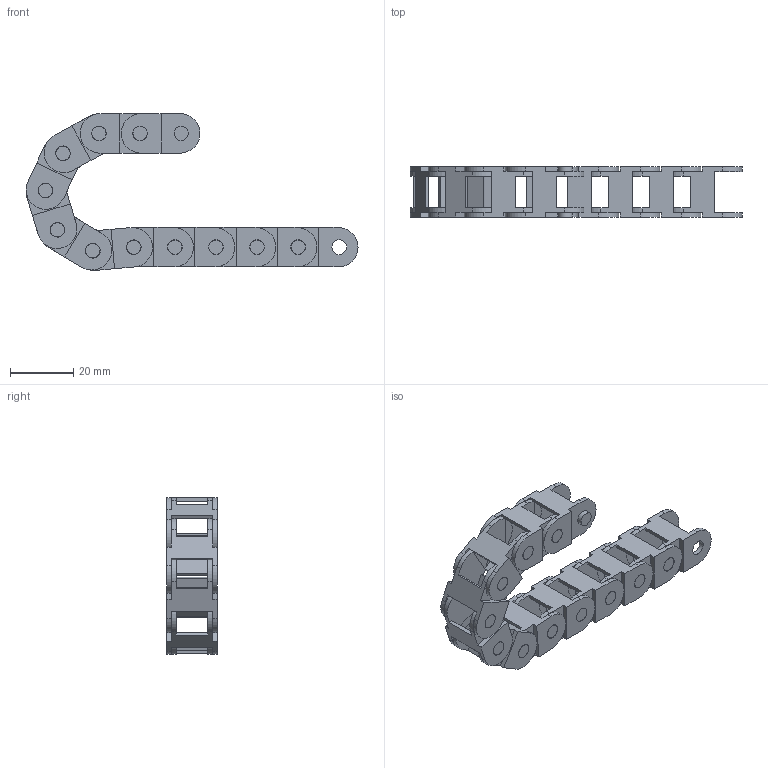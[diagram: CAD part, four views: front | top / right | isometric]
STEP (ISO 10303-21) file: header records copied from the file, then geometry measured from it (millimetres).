
FILE_DESCRIPTION(/* description */ (''),/* implementation_level */ '2;1');
FILE_NAME(/* name */ 'MISC_CableCarrier_05-4-038-0.iam.stp',/* time_stamp */ '2016-01-07T16:50:35-08:00',/* author */ ('Phillip Dollan'),/* organization */ (''),/* preprocessor_version */ 'ST-DEVELOPER v16.1',/* originating_system */ 'Autodesk Inventor 2016',/* authorisation */ '');
FILE_SCHEMA (('AUTOMOTIVE_DESIGN { 1 0 10303 214 3 1 1 }'));
Length unit declared in the file: millimetre
Products named in the file (13): 045.10.018.0_1A; 045.10.018.0_2A; 045.10.018.0_3A; 045.10.018.0_4A; 045.10.018.0_5A; 045.10.018.0_6A; 045.10.018.0_7A; 045.10.018.0_8A; 045.10.018.0_9A; 045.10.018.0_10A; 045.10.018.0_11A; 045.10.018.0_12A; MISC_CableCarrier_05-4-038-0
Assembly tree (12 placements, depth 2):
  MISC_CableCarrier_05-4-038-0
    045.10.018.0_1A
    045.10.018.0_2A
    045.10.018.0_3A
    045.10.018.0_4A
    045.10.018.0_5A
    045.10.018.0_6A
    045.10.018.0_7A
    045.10.018.0_8A
    045.10.018.0_9A
    045.10.018.0_10A
    045.10.018.0_11A
    045.10.018.0_12A
Bounding box: 105 x 16 x 49.57 mm (x, y, z)
Volume: 13671.6 mm3; surface area: 20735.9 mm2
Topology: 12 solids, 12 shells, 324 faces, 864 edges, 576 vertices
Faces by surface type: plane 228, cylinder 96
Full cylindrical faces by diameter (mm): 4.5 x24, 4.65 x24
Entity records: 10316 total; most frequent: CARTESIAN_POINT 1741, DIRECTION 1706, ORIENTED_EDGE 1632, EDGE_CURVE 816, LINE 624, VECTOR 624, VERTEX_POINT 576, AXIS2_PLACEMENT_3D 541
